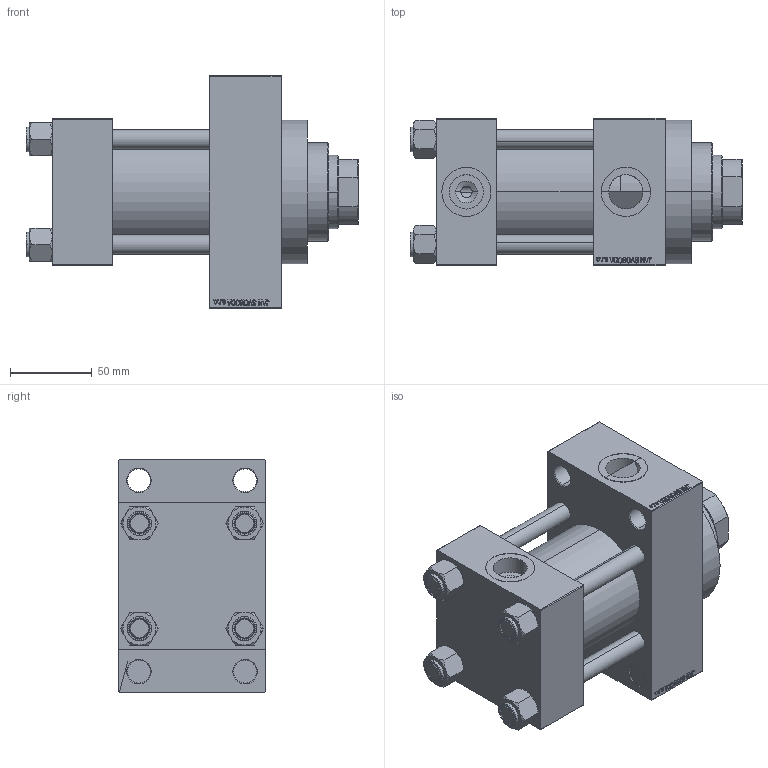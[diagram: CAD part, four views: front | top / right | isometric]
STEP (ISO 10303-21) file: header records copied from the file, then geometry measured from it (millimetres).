
FILE_DESCRIPTION (( 'STEP AP203' ), '1' );
FILE_NAME ('3d39.STEP', '2023-08-23T20:01:43', ( '' ), ( '' ), 'SwSTEP 2.0', 'SolidWorks 2019', '' );
FILE_SCHEMA (( 'CONFIG_CONTROL_DESIGN' ));
Length unit declared in the file: millimetre
Products named in the file (6): NUT_M5_D bff2ddb4ee35a3fe79b020034523f4e4; V215CR_D_TYCINKA bff2ddb4ee35a3fe79b020034523f4e4; 3d39; V215CR_VCP_D bff2ddb4ee35a3fe79b020034523f4e4; V215_VC_A bff2ddb4ee35a3fe79b020034523f4e4; V215CR_D_Body bff2ddb4ee35a3fe79b020034523f4e4
Assembly tree (11 placements, depth 2):
  3d39
    V215CR_D_Body bff2ddb4ee35a3fe79b020034523f4e4
    V215CR_VCP_D bff2ddb4ee35a3fe79b020034523f4e4
    NUT_M5_D bff2ddb4ee35a3fe79b020034523f4e4  x4
    V215CR_D_TYCINKA bff2ddb4ee35a3fe79b020034523f4e4  x4
    V215_VC_A bff2ddb4ee35a3fe79b020034523f4e4
Bounding box: 203 x 90 x 142 mm (x, y, z)
Volume: 390365 mm3; surface area: 210949.3 mm2
Topology: 10 solids, 11 shells, 1100 faces, 2745 edges, 1777 vertices
Faces by surface type: plane 496, bspline 368, cone 142, cylinder 86, torus 8
Entity records: 47139 total; most frequent: CARTESIAN_POINT 25067, ORIENTED_EDGE 4982, DIRECTION 3175, EDGE_CURVE 2491, VERTEX_POINT 1633, LINE 1501, VECTOR 1501, EDGE_LOOP 1110
